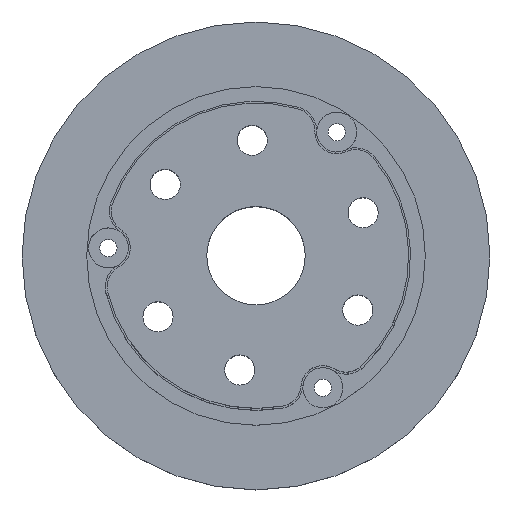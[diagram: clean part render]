
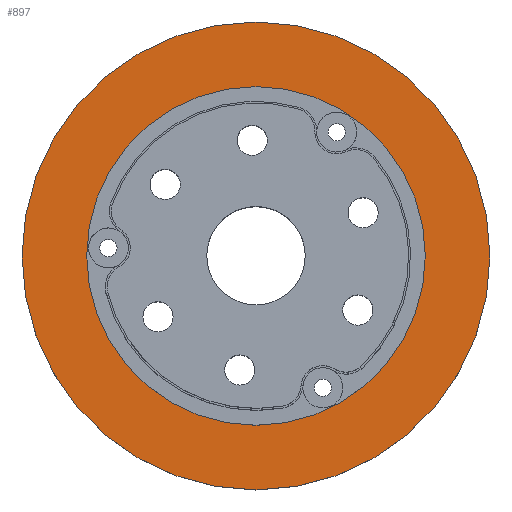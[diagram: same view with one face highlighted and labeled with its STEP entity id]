
A CAD part, top view. The second image highlights one B-rep face of the part: STEP entity #897.
In plain terms, the highlighted planar face has unit normal (0, 0, 1).
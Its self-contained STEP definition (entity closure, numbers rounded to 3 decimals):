
#11 = EDGE_CURVE ( 'NONE', #1890, #630, #424, .T. ) ;
#125 = CIRCLE ( 'NONE', #867, 27.5 ) ;
#159 = CARTESIAN_POINT ( 'NONE',  ( -10.857, 21.404, 7.8 ) ) ;
#180 = DIRECTION ( 'NONE',  ( 0., 0., 1. ) ) ;
#217 = EDGE_LOOP ( 'NONE', ( #622, #1399 ) ) ;
#324 = ORIENTED_EDGE ( 'NONE', *, *, #1484, .F. ) ;
#348 = FACE_BOUND ( 'NONE', #620, .T. ) ;
#359 = DIRECTION ( 'NONE',  ( 1., 0., 0. ) ) ;
#424 = CIRCLE ( 'NONE', #2124, 27.5 ) ;
#430 = EDGE_CURVE ( 'NONE', #1486, #1895, #1234, .T. ) ;
#512 = DIRECTION ( 'NONE',  ( 0., 0., 1. ) ) ;
#540 = AXIS2_PLACEMENT_3D ( 'NONE', #1942, #1787, #805 ) ;
#554 = DIRECTION ( 'NONE',  ( 1., 0., 0. ) ) ;
#620 = EDGE_LOOP ( 'NONE', ( #324, #1045 ) ) ;
#622 = ORIENTED_EDGE ( 'NONE', *, *, #2080, .T. ) ;
#630 = VERTEX_POINT ( 'NONE', #1366 ) ;
#643 = CARTESIAN_POINT ( 'NONE',  ( -48.857, 21.404, 7.8 ) ) ;
#657 = CARTESIAN_POINT ( 'NONE',  ( -10.857, 21.404, 7.8 ) ) ;
#805 = DIRECTION ( 'NONE',  ( 1., 0., 0. ) ) ;
#867 = AXIS2_PLACEMENT_3D ( 'NONE', #657, #1806, #1891 ) ;
#897 = ADVANCED_FACE ( 'NONE', ( #348, #1909 ), #2068, .T. ) ;
#1045 = ORIENTED_EDGE ( 'NONE', *, *, #11, .F. ) ;
#1167 = CARTESIAN_POINT ( 'NONE',  ( 27.143, 21.404, 7.8 ) ) ;
#1179 = DIRECTION ( 'NONE',  ( 1., 0., 0. ) ) ;
#1234 = CIRCLE ( 'NONE', #540, 38. ) ;
#1244 = CIRCLE ( 'NONE', #2030, 38. ) ;
#1250 = CARTESIAN_POINT ( 'NONE',  ( -10.857, 21.404, 7.8 ) ) ;
#1366 = CARTESIAN_POINT ( 'NONE',  ( -38.357, 21.404, 7.8 ) ) ;
#1399 = ORIENTED_EDGE ( 'NONE', *, *, #430, .T. ) ;
#1484 = EDGE_CURVE ( 'NONE', #630, #1890, #125, .T. ) ;
#1486 = VERTEX_POINT ( 'NONE', #1167 ) ;
#1621 = AXIS2_PLACEMENT_3D ( 'NONE', #1696, #180, #359 ) ;
#1626 = CARTESIAN_POINT ( 'NONE',  ( 16.643, 21.404, 7.8 ) ) ;
#1696 = CARTESIAN_POINT ( 'NONE',  ( -10.857, 21.404, 7.8 ) ) ;
#1722 = DIRECTION ( 'NONE',  ( 0., 0., 1. ) ) ;
#1787 = DIRECTION ( 'NONE',  ( 0., 0., 1. ) ) ;
#1806 = DIRECTION ( 'NONE',  ( 0., 0., 1. ) ) ;
#1890 = VERTEX_POINT ( 'NONE', #1626 ) ;
#1891 = DIRECTION ( 'NONE',  ( 1., 0., 0. ) ) ;
#1895 = VERTEX_POINT ( 'NONE', #643 ) ;
#1909 = FACE_OUTER_BOUND ( 'NONE', #217, .T. ) ;
#1942 = CARTESIAN_POINT ( 'NONE',  ( -10.857, 21.404, 7.8 ) ) ;
#2030 = AXIS2_PLACEMENT_3D ( 'NONE', #1250, #1722, #554 ) ;
#2068 = PLANE ( 'NONE',  #1621 ) ;
#2080 = EDGE_CURVE ( 'NONE', #1895, #1486, #1244, .T. ) ;
#2124 = AXIS2_PLACEMENT_3D ( 'NONE', #159, #512, #1179 ) ;
